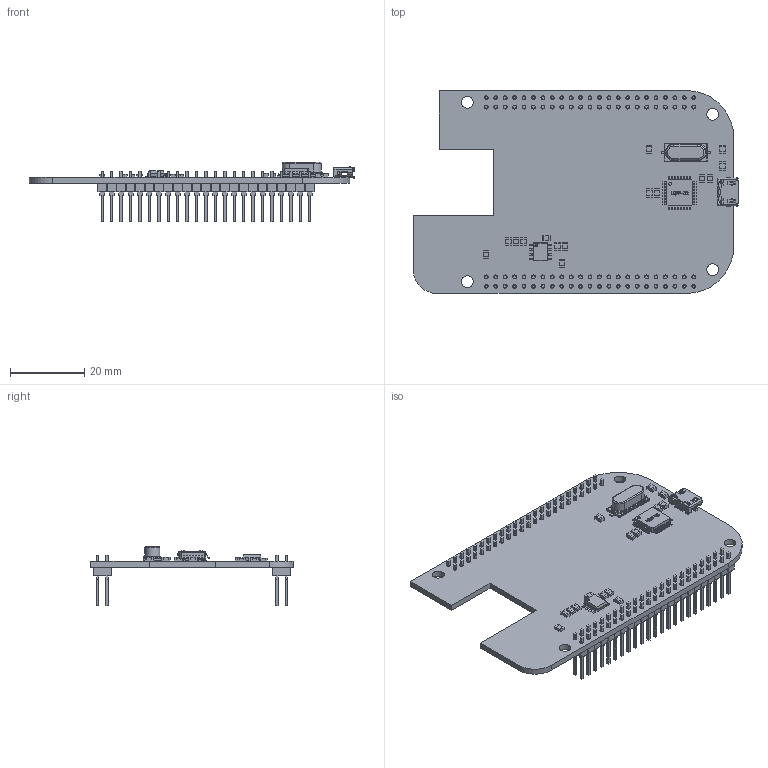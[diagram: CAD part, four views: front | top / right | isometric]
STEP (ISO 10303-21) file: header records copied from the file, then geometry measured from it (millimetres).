
FILE_DESCRIPTION(('Open CASCADE Model'),'2;1');
FILE_NAME('Open CASCADE Shape Model','2017-06-11T15:38:55',('Author'),( 'Open CASCADE'),'Open CASCADE STEP processor 6.8','Open CASCADE 6.8' ,'Unknown');
FILE_SCHEMA(('AUTOMOTIVE_DESIGN { 1 0 10303 214 1 1 1 1 }'));
Length unit declared in the file: millimetre
Products named in the file (67): PCB; Board; R1; 99029104; Extruded; 99028976; C9; 99028848; 99028592; H8; c-87224-2-l-3d; X1; User_Library-ABLS2; U2; User_Library-SOIC-8-1; U1; SW3dPS-LQFP32; SW3dPS-LQFP32_Free-Models2; SW3dPS-LQFP32_PINLQFP-33; SW3dPS-LQFP32_Board2; SW3dPS-LQFP32_Free-Models3; SW3dPS-LQFP32_450941905; SW3dPS-LQFP32_Extruded15; SW3dPS-LQFP32_450944593; SW3dPS-LQFP32_Extruded10; SW3dPS-LQFP32_450945361; SW3dPS-LQFP32_Extruded16; SW3dPS-LQFP32_450942161; SW3dPS-LQFP32_Extruded14; SW3dPS-LQFP32_450941521; SW3dPS-LQFP32_Extruded11; SW3dPS-LQFP32_450943313; SW3dPS-LQFP32_Extruded13; SW3dPS-LQFP32_450942289; SW3dPS-LQFP32_Extruded19; SW3dPS-LQFP32_450941393; SW3dPS-LQFP32_Extruded12; SW3dPS-LQFP32_450709041; SW3dPS-LQFP32_Cylinder1; SW3dPS-LQFP32_450942033 ...
Assembly tree (181 placements, depth 8):
  PCB
    Board
    R1
      99029104  x2
        Extruded
      99028976
        Extruded
    C9
      99028848
        Extruded
      99028592  x2
        Extruded
    H8
      c-87224-2-l-3d  x23
    X1
      User_Library-ABLS2
    U2
      User_Library-SOIC-8-1
    U1
      SW3dPS-LQFP32
        SW3dPS-LQFP32_Free-Models2
          SW3dPS-LQFP32_PINLQFP-33  x32
            SW3dPS-LQFP32_Board2
            SW3dPS-LQFP32_Free-Models3
              SW3dPS-LQFP32_450941905
                SW3dPS-LQFP32_Extruded15
          SW3dPS-LQFP32_450944593
            SW3dPS-LQFP32_Extruded10
          SW3dPS-LQFP32_450945361
            SW3dPS-LQFP32_Extruded16
          SW3dPS-LQFP32_450942161
            SW3dPS-LQFP32_Extruded14
          SW3dPS-LQFP32_450941521
            SW3dPS-LQFP32_Extruded11
          SW3dPS-LQFP32_450943313
            SW3dPS-LQFP32_Extruded13
          SW3dPS-LQFP32_450942289
            SW3dPS-LQFP32_Extruded19
          SW3dPS-LQFP32_450941393
            SW3dPS-LQFP32_Extruded12
          SW3dPS-LQFP32_450709041
            SW3dPS-LQFP32_Cylinder1
          SW3dPS-LQFP32_450942033
            SW3dPS-LQFP32_Extruded18
          SW3dPS-LQFP32_450944977
            SW3dPS-LQFP32_Extruded17
        SW3dPS-LQFP32_Board3
    R7
      99029104  x2
        Extruded
      99028976
        Extruded
    R6
      99029104  x2
        Extruded
      99028976
        Extruded
    R5
      99029104  x2
        Extruded
Bounding box: 87.7 x 54.61 x 16.02 mm (x, y, z)
Volume: 8613.3 mm3; surface area: 15494 mm2
Topology: 172 solids, 176 shells, 3851 faces, 9765 edges, 6440 vertices
Faces by surface type: plane 3404, cylinder 396, bspline 27, sphere 10, cone 8, torus 6
Full cylindrical faces by diameter (mm): 1.016 x92, 3.175 x4
Entity records: 47339 total; most frequent: CARTESIAN_POINT 10493, ORIENTED_EDGE 6538, DIRECTION 5791, EDGE_CURVE 3273, LINE 2223, VECTOR 2223, VERTEX_POINT 2120, AXIS2_PLACEMENT_3D 1784
